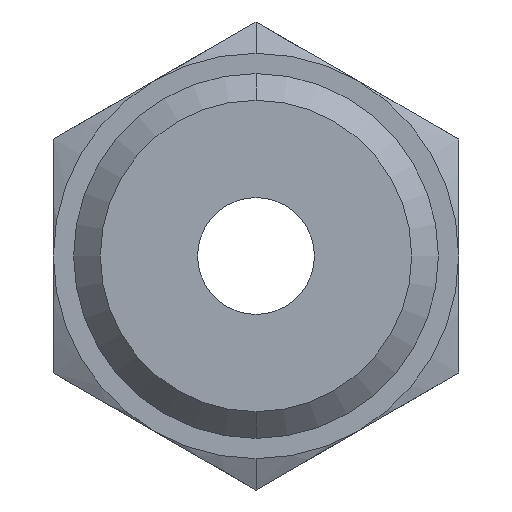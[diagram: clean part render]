
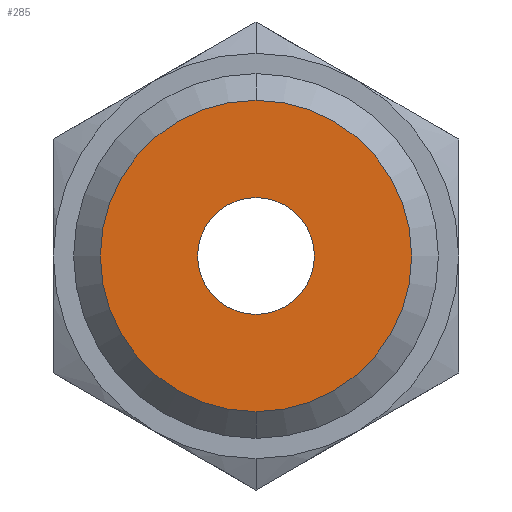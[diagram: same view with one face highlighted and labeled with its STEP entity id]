
A CAD part, left-side view. The second image highlights one B-rep face of the part: STEP entity #285.
In plain terms, the highlighted planar face has unit normal (-1, 0, 0).
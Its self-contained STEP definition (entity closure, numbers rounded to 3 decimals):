
#172=CARTESIAN_POINT('POINT11',(0.,0.,
   6.096));
#173=VERTEX_POINT('VERTEX11',#172);
#180=CARTESIAN_POINT('POINT12',(0.,
   0.,-6.096));
#181=VERTEX_POINT('VERTEX12',#180);
#182=CARTESIAN_POINT('POS19',(0.,0.,
   0.));
#183=DIRECTION('DIR28',(-1.,0.,
   0.));
#184=DIRECTION('DIR29',(0.,0.,
   1.));
#185=AXIS2_PLACEMENT_3D('AXIS10',#182,#183,#184);
#186=CIRCLE('ELLIPSE6',#185,6.096);
#187=EDGE_CURVE('EDGE20',#181,#173,#186,.T.);
#207=EDGE_CURVE('EDGE22',#173,#181,#186,.T.);
#261=CARTESIAN_POINT('POINT21',(0.,0.,2.286
   ));
#262=VERTEX_POINT('VERTEX21',#261);
#263=CARTESIAN_POINT('POINT22',(0.,
   0.,-2.286));
#264=VERTEX_POINT('VERTEX22',#263);
#265=CARTESIAN_POINT('POS24',(0.,0.,
   0.));
#266=DIRECTION('DIR37',(1.,0.,
   0.));
#267=DIRECTION('DIR38',(0.,0.,
   1.));
#268=AXIS2_PLACEMENT_3D('AXIS14',#265,#266,#267);
#269=CIRCLE('ELLIPSE8',#268,2.286);
#270=EDGE_CURVE('EDGE31',#262,#264,#269,.T.);
#271=ORIENTED_EDGE('COEDGE51',*,*,#270,.T.);
#272=EDGE_CURVE('EDGE32',#264,#262,#269,.T.);
#273=ORIENTED_EDGE('COEDGE52',*,*,#272,.T.);
#274=EDGE_LOOP('NONE',(#271,#273));
#275=FACE_BOUND('LOOP1',#274,.T.);
#276=ORIENTED_EDGE('COEDGE53',*,*,#207,.T.);
#277=ORIENTED_EDGE('COEDGE54',*,*,#187,.T.);
#278=EDGE_LOOP('NONE',(#276,#277));
#279=FACE_BOUND('LOOP1',#278,.T.);
#280=CARTESIAN_POINT('POS25',(0.,0.,3.048)
   );
#281=DIRECTION('DIR39',(-1.,0.,
   0.));
#282=DIRECTION('DIR40',(0.,1.,
   0.));
#283=AXIS2_PLACEMENT_3D('AXIS15',#280,#281,#282);
#284=PLANE('PLANE2',#283);
#285=ADVANCED_FACE('FACE12',(#275,#279),#284,.T.);
